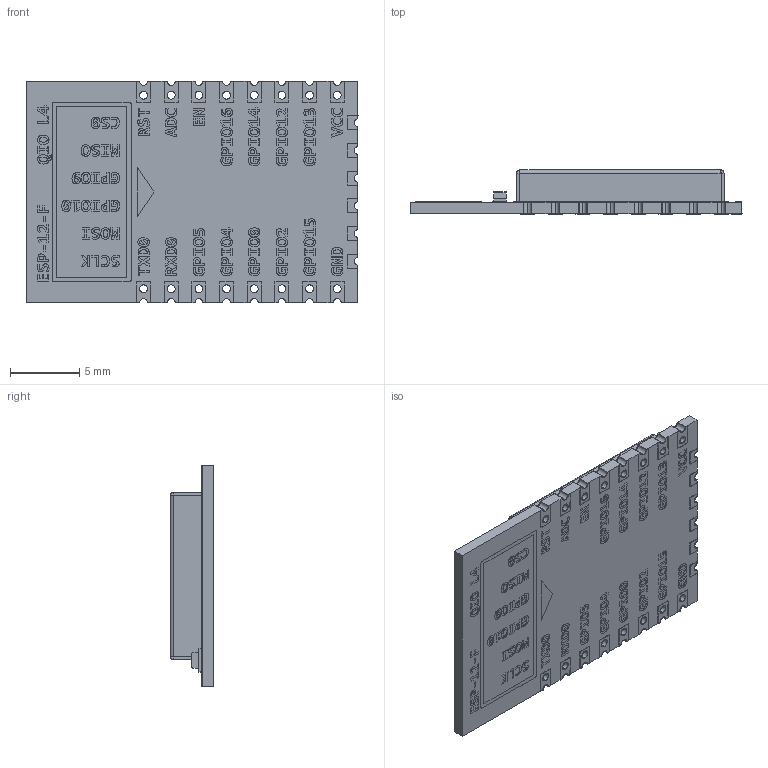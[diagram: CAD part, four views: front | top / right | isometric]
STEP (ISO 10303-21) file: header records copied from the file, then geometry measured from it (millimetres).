
FILE_DESCRIPTION (( 'STEP AP214' ), '1' );
FILE_NAME ('ESP-12F.STEP', '2019-08-01T12:45:58', ( 'IVVL' ), ( '' ), 'SwSTEP 2.0', 'SolidWorks 2017', '' );
FILE_SCHEMA (( 'AUTOMOTIVE_DESIGN' ));
Length unit declared in the file: millimetre
Products named in the file (4): LED-0603H0.75; Shield; Board; ESP-12F
Assembly tree (3 placements, depth 2):
  ESP-12F
    Board
    Shield
    LED-0603H0.75
Bounding box: 24 x 3.17 x 16 mm (x, y, z)
Volume: 363.2 mm3; surface area: 1737.7 mm2
Topology: 32 solids, 32 shells, 3062 faces, 8142 edges, 5417 vertices
Faces by surface type: plane 2026, bspline 764, cylinder 270, cone 2
Entity records: 163654 total; most frequent: CARTESIAN_POINT 64211, ORIENTED_EDGE 16284, DIRECTION 11751, EDGE_CURVE 8142, VECTOR 6085, LINE 6085, VERTEX_POINT 5417, EDGE_LOOP 3431
